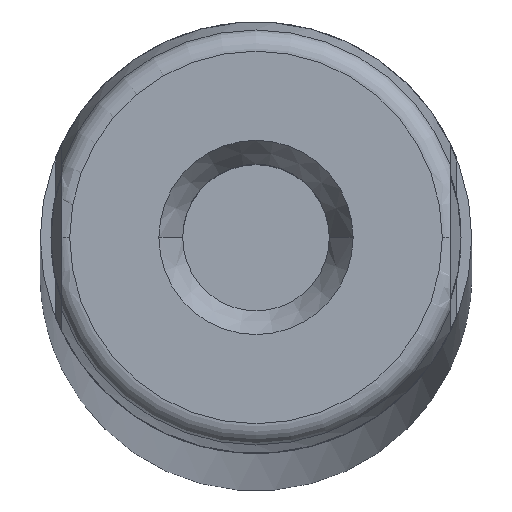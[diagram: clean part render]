
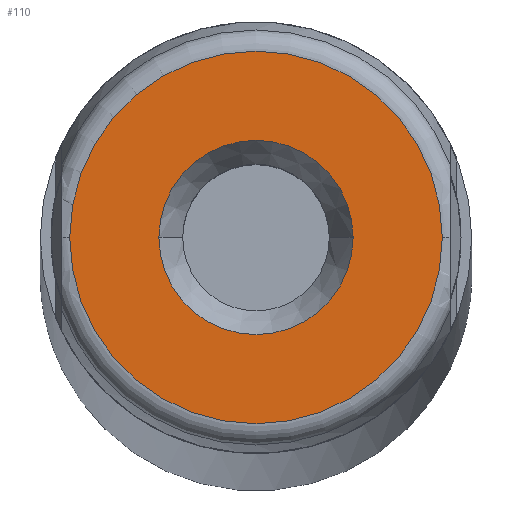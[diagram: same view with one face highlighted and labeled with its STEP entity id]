
A CAD part, top view. The second image highlights one B-rep face of the part: STEP entity #110.
In plain terms, the highlighted planar face has unit normal (0, 0, 1).
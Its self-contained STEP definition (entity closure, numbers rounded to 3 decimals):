
#99 = ORIENTED_EDGE ( 'NONE', *, *, #103, .T. ) ;
#103 = EDGE_CURVE ( 'NONE', #1494, #1472, #601, .T. ) ;
#104 = EDGE_LOOP ( 'NONE', ( #105, #99 ) ) ;
#105 = ORIENTED_EDGE ( 'NONE', *, *, #1510, .T. ) ;
#106 = ORIENTED_EDGE ( 'NONE', *, *, #1378, .F. ) ;
#107 = EDGE_LOOP ( 'NONE', ( #109, #106 ) ) ;
#108 = EDGE_CURVE ( 'NONE', #1376, #1522, #596, .T. ) ;
#109 = ORIENTED_EDGE ( 'NONE', *, *, #108, .F. ) ;
#110 = ADVANCED_FACE ( 'NONE', ( #591, #590 ), #589, .F. ) ;
#585 = DIRECTION ( 'NONE',  ( -1., 0., 0. ) ) ;
#586 = DIRECTION ( 'NONE',  ( 0., 0., -1. ) ) ;
#587 = CARTESIAN_POINT ( 'NONE',  ( 0., 0., 0. ) ) ;
#588 = AXIS2_PLACEMENT_3D ( 'NONE', #587, #586, #585 ) ;
#589 = PLANE ( 'NONE',  #588 ) ;
#590 = FACE_OUTER_BOUND ( 'NONE', #104, .T. ) ;
#591 = FACE_BOUND ( 'NONE', #107, .T. ) ;
#592 = DIRECTION ( 'NONE',  ( 1., 0., 0. ) ) ;
#593 = DIRECTION ( 'NONE',  ( 0., 0., 1. ) ) ;
#594 = CARTESIAN_POINT ( 'NONE',  ( 0., 0., 0. ) ) ;
#595 = AXIS2_PLACEMENT_3D ( 'NONE', #594, #593, #592 ) ;
#596 = CIRCLE ( 'NONE', #595, 4.5 ) ;
#597 = DIRECTION ( 'NONE',  ( 1., 0., 0. ) ) ;
#598 = DIRECTION ( 'NONE',  ( 0., 0., 1. ) ) ;
#599 = CARTESIAN_POINT ( 'NONE',  ( 0., 0., 0. ) ) ;
#600 = AXIS2_PLACEMENT_3D ( 'NONE', #599, #598, #597 ) ;
#601 = CIRCLE ( 'NONE', #600, 8.632 ) ;
#938 = DIRECTION ( 'NONE',  ( 1., 0., 0. ) ) ;
#939 = DIRECTION ( 'NONE',  ( 0., 0., 1. ) ) ;
#940 = CARTESIAN_POINT ( 'NONE',  ( 0., 0., 0. ) ) ;
#941 = AXIS2_PLACEMENT_3D ( 'NONE', #940, #939, #938 ) ;
#942 = CIRCLE ( 'NONE', #941, 4.5 ) ;
#944 = CARTESIAN_POINT ( 'NONE',  ( 4.5, 0., 0. ) ) ;
#1199 = CARTESIAN_POINT ( 'NONE',  ( 8.632, 0., 0. ) ) ;
#1218 = CARTESIAN_POINT ( 'NONE',  ( -8.632, 0., 0. ) ) ;
#1273 = CARTESIAN_POINT ( 'NONE',  ( -4.5, 0., 0. ) ) ;
#1293 = DIRECTION ( 'NONE',  ( 1., 0., 0. ) ) ;
#1294 = DIRECTION ( 'NONE',  ( 0., 0., 1. ) ) ;
#1295 = AXIS2_PLACEMENT_3D ( 'NONE', #1301, #1294, #1293 ) ;
#1296 = CIRCLE ( 'NONE', #1295, 8.632 ) ;
#1301 = CARTESIAN_POINT ( 'NONE',  ( 0., 0., 0. ) ) ;
#1376 = VERTEX_POINT ( 'NONE', #944 ) ;
#1378 = EDGE_CURVE ( 'NONE', #1522, #1376, #942, .T. ) ;
#1472 = VERTEX_POINT ( 'NONE', #1199 ) ;
#1494 = VERTEX_POINT ( 'NONE', #1218 ) ;
#1510 = EDGE_CURVE ( 'NONE', #1472, #1494, #1296, .T. ) ;
#1522 = VERTEX_POINT ( 'NONE', #1273 ) ;
